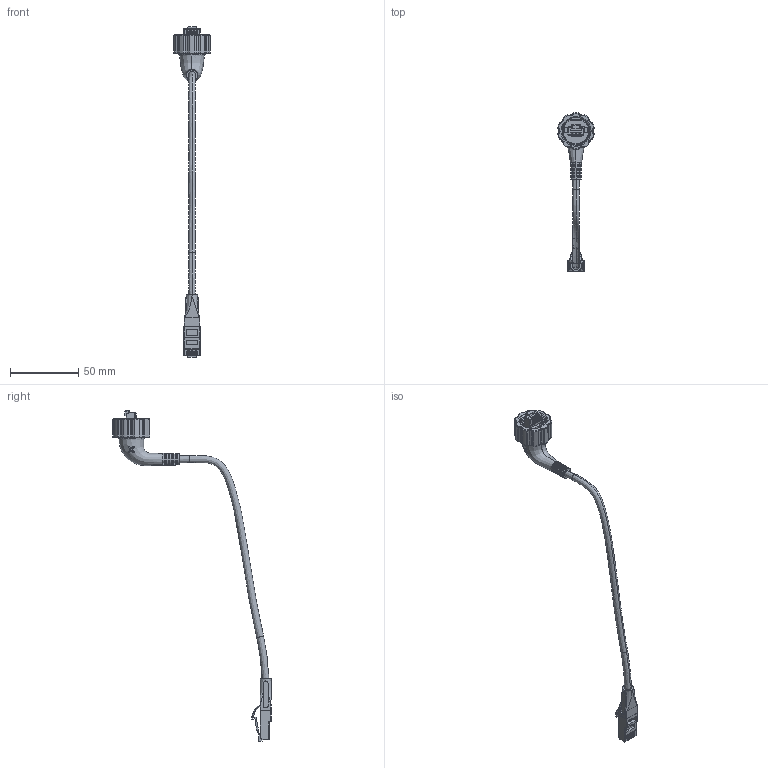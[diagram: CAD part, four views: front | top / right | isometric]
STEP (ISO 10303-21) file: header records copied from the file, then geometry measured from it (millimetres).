
FILE_DESCRIPTION (( 'STEP AP214' ), '1' );
FILE_NAME ('+JSCAU001 R02.STEP', '2019-09-26T08:17:20', ( '' ), ( '' ), 'SwSTEP 2.0', 'SolidWorks 2018', '' );
FILE_SCHEMA (( 'AUTOMOTIVE_DESIGN' ));
Length unit declared in the file: millimetre
Products named in the file (1): +JSCAU001 R02
Bounding box: 26.64 x 115.63 x 241.25 mm (x, y, z)
Volume: 17570.8 mm3; surface area: 14733.8 mm2
Topology: 3 solids, 3 shells, 1281 faces, 3471 edges, 2147 vertices
Faces by surface type: plane 614, cylinder 312, cone 209, bspline 92, torus 46, sphere 8
Entity records: 73044 total; most frequent: CARTESIAN_POINT 28160, ORIENTED_EDGE 6830, DIRECTION 5829, EDGE_CURVE 3415, VERTEX_POINT 2148, AXIS2_PLACEMENT_3D 1963, VECTOR 1903, LINE 1903
